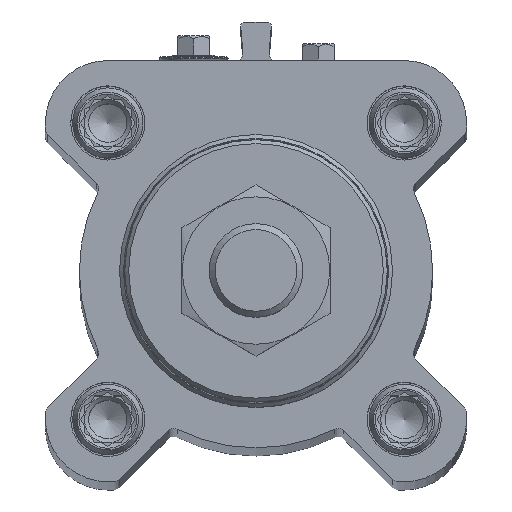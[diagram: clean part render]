
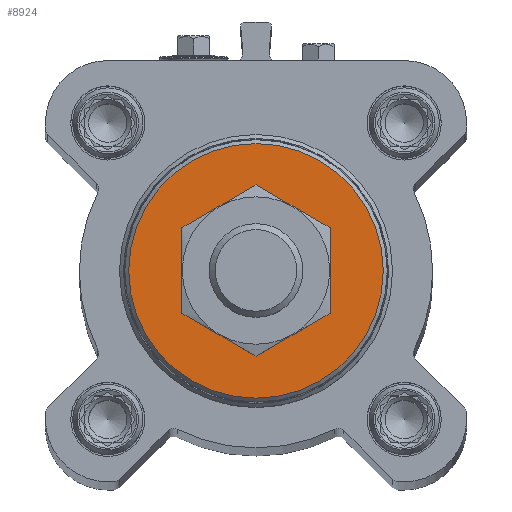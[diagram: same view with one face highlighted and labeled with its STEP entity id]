
A CAD part, top view. The second image highlights one B-rep face of the part: STEP entity #8924.
In plain terms, the highlighted planar face has unit normal (0, 0, 1).
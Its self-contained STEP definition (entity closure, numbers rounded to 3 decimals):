
#1114=PLANE('',#9409);
#1440=CIRCLE('',#9410,16.32);
#1441=CIRCLE('',#9411,8.);
#2001=ORIENTED_EDGE('',*,*,#3684,.F.);
#2002=ORIENTED_EDGE('',*,*,#3685,.T.);
#3684=EDGE_CURVE('',#4541,#4541,#1440,.T.);
#3685=EDGE_CURVE('',#4542,#4542,#1441,.T.);
#4541=VERTEX_POINT('',#12819);
#4542=VERTEX_POINT('',#12821);
#5190=EDGE_LOOP('',(#2001));
#5191=EDGE_LOOP('',(#2002));
#5731=FACE_BOUND('',#5190,.T.);
#5732=FACE_BOUND('',#5191,.T.);
#8924=ADVANCED_FACE('',(#5731,#5732),#1114,.F.);
#9409=AXIS2_PLACEMENT_3D('',#12817,#10191,#10192);
#9410=AXIS2_PLACEMENT_3D('',#12818,#10193,#10194);
#9411=AXIS2_PLACEMENT_3D('',#12820,#10195,#10196);
#10191=DIRECTION('',(0.,0.,-1.));
#10192=DIRECTION('',(-1.,0.,0.));
#10193=DIRECTION('',(0.,0.,-1.));
#10194=DIRECTION('',(-1.,0.,0.));
#10195=DIRECTION('',(0.,0.,-1.));
#10196=DIRECTION('',(-1.,0.,0.));
#12817=CARTESIAN_POINT('',(0.,0.,21.3));
#12818=CARTESIAN_POINT('',(0.,0.,21.3));
#12819=CARTESIAN_POINT('',(-16.32,0.,21.3));
#12820=CARTESIAN_POINT('',(0.,0.,21.3));
#12821=CARTESIAN_POINT('',(-8.,0.,21.3));
